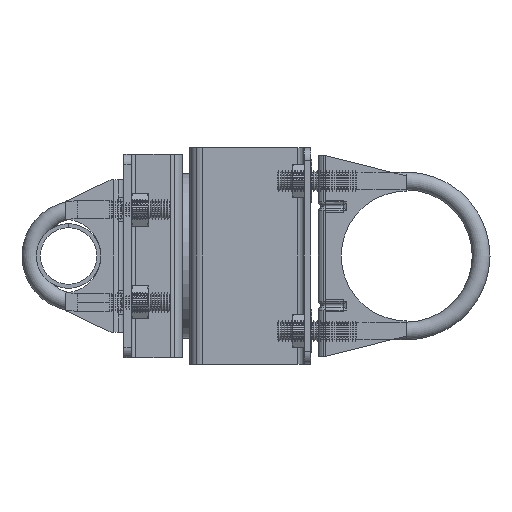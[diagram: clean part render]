
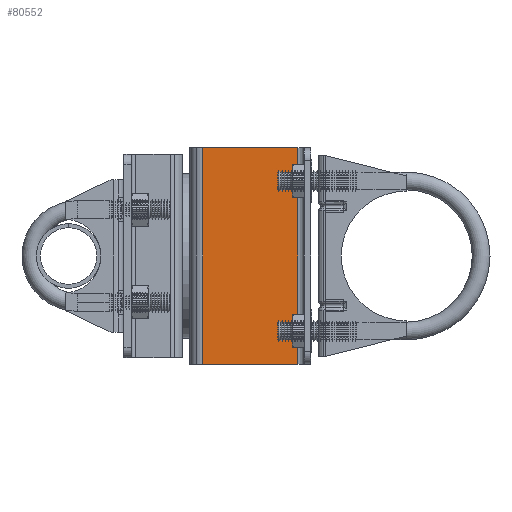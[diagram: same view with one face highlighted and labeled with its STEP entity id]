
A CAD part, left-side view. The second image highlights one B-rep face of the part: STEP entity #80552.
In plain terms, the highlighted planar face has unit normal (-1, 0, 0).
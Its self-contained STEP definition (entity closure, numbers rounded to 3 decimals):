
#1541 = DIRECTION ( 'NONE',  ( 0., 1., 0. ) ) ;
#7931 = EDGE_CURVE ( 'NONE', #33519, #40440, #71103, .T. ) ;
#14090 = CARTESIAN_POINT ( 'NONE',  ( -32., -5., -42.5 ) ) ;
#22381 = LINE ( 'NONE', #23405, #97392 ) ;
#23405 = CARTESIAN_POINT ( 'NONE',  ( -32., -5., 42.5 ) ) ;
#26155 = CARTESIAN_POINT ( 'NONE',  ( -32., -45., 42.5 ) ) ;
#27285 = PLANE ( 'NONE',  #66146 ) ;
#27788 = DIRECTION ( 'NONE',  ( -1., 0., 0. ) ) ;
#32674 = CARTESIAN_POINT ( 'NONE',  ( -32., -45., -42.5 ) ) ;
#33519 = VERTEX_POINT ( 'NONE', #68164 ) ;
#33741 = CARTESIAN_POINT ( 'NONE',  ( -32., -42.5, 42.5 ) ) ;
#34933 = DIRECTION ( 'NONE',  ( 0., 0., 1. ) ) ;
#40285 = LINE ( 'NONE', #32674, #61188 ) ;
#40440 = VERTEX_POINT ( 'NONE', #75890 ) ;
#41220 = EDGE_CURVE ( 'NONE', #40440, #41765, #40285, .T. ) ;
#41765 = VERTEX_POINT ( 'NONE', #14090 ) ;
#44567 = FACE_OUTER_BOUND ( 'NONE', #58517, .T. ) ;
#46211 = ORIENTED_EDGE ( 'NONE', *, *, #41220, .F. ) ;
#47815 = ORIENTED_EDGE ( 'NONE', *, *, #7931, .F. ) ;
#49734 = VECTOR ( 'NONE', #57317, 1000. ) ;
#49945 = VERTEX_POINT ( 'NONE', #100347 ) ;
#53628 = VECTOR ( 'NONE', #64932, 1000. ) ;
#57317 = DIRECTION ( 'NONE',  ( 0., 1., 0. ) ) ;
#58517 = EDGE_LOOP ( 'NONE', ( #46211, #47815, #69539, #83741 ) ) ;
#61188 = VECTOR ( 'NONE', #1541, 1000. ) ;
#64932 = DIRECTION ( 'NONE',  ( 0., 0., -1. ) ) ;
#66146 = AXIS2_PLACEMENT_3D ( 'NONE', #66631, #27788, #34933 ) ;
#66631 = CARTESIAN_POINT ( 'NONE',  ( -32., -45., 42.5 ) ) ;
#68164 = CARTESIAN_POINT ( 'NONE',  ( -32., -42.5, 42.5 ) ) ;
#69539 = ORIENTED_EDGE ( 'NONE', *, *, #95157, .T. ) ;
#70921 = DIRECTION ( 'NONE',  ( 0., 0., -1. ) ) ;
#71103 = LINE ( 'NONE', #33741, #53628 ) ;
#75890 = CARTESIAN_POINT ( 'NONE',  ( -32., -42.5, -42.5 ) ) ;
#80552 = ADVANCED_FACE ( 'NONE', ( #44567 ), #27285, .T. ) ;
#83741 = ORIENTED_EDGE ( 'NONE', *, *, #96986, .T. ) ;
#95157 = EDGE_CURVE ( 'NONE', #33519, #49945, #96217, .T. ) ;
#96217 = LINE ( 'NONE', #26155, #49734 ) ;
#96986 = EDGE_CURVE ( 'NONE', #49945, #41765, #22381, .T. ) ;
#97392 = VECTOR ( 'NONE', #70921, 1000. ) ;
#100347 = CARTESIAN_POINT ( 'NONE',  ( -32., -5., 42.5 ) ) ;
